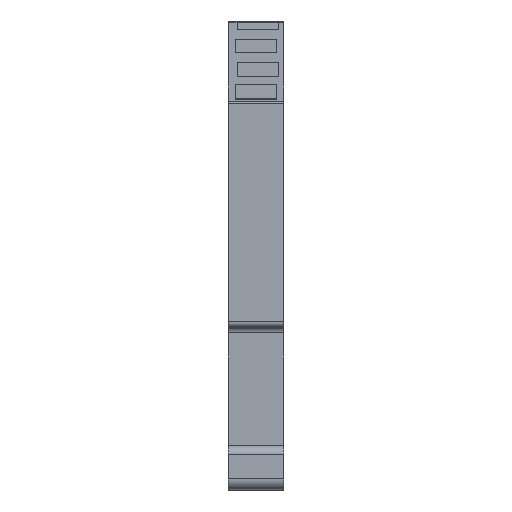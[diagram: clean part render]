
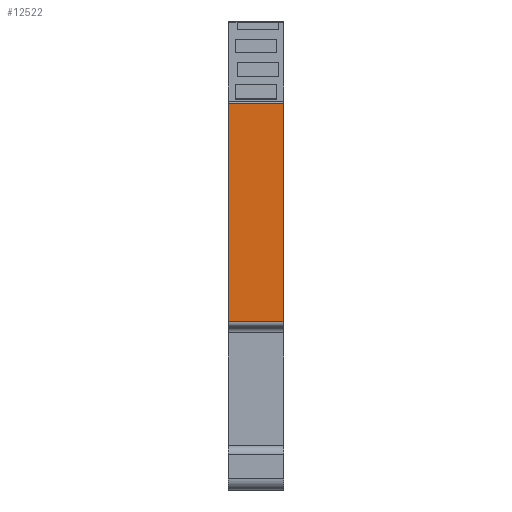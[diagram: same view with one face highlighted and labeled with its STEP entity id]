
A CAD part, left-side view. The second image highlights one B-rep face of the part: STEP entity #12522.
In plain terms, the highlighted planar face has unit normal (-1, 0, 0).
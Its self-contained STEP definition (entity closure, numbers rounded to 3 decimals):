
#286 = ORIENTED_EDGE ( 'NONE', *, *, #23692, .F. ) ;
#1623 = CARTESIAN_POINT ( 'NONE',  ( -44.4, 0., 9.6 ) ) ;
#1817 = CARTESIAN_POINT ( 'NONE',  ( -44.4, 0., 29.209 ) ) ;
#3467 = FACE_OUTER_BOUND ( 'NONE', #7697, .T. ) ;
#4509 = DIRECTION ( 'NONE',  ( 0., 0., 1. ) ) ;
#6797 = VERTEX_POINT ( 'NONE', #1817 ) ;
#6862 = LINE ( 'NONE', #28400, #23851 ) ;
#7046 = DIRECTION ( 'NONE',  ( 0., -1., 0. ) ) ;
#7697 = EDGE_LOOP ( 'NONE', ( #24539, #286, #33102, #30060 ) ) ;
#9100 = CARTESIAN_POINT ( 'NONE',  ( -44.4, 5., 9.6 ) ) ;
#9832 = CARTESIAN_POINT ( 'NONE',  ( -44.4, 5., 9.6 ) ) ;
#9998 = LINE ( 'NONE', #20436, #30379 ) ;
#10342 = LINE ( 'NONE', #27992, #19511 ) ;
#12522 = ADVANCED_FACE ( 'NONE', ( #3467 ), #32534, .F. ) ;
#15029 = DIRECTION ( 'NONE',  ( 0., 0., 1. ) ) ;
#16927 = CARTESIAN_POINT ( 'NONE',  ( -44.4, 0., 9.6 ) ) ;
#17078 = EDGE_CURVE ( 'NONE', #32470, #6797, #27897, .T. ) ;
#19167 = DIRECTION ( 'NONE',  ( 1., 0., 0. ) ) ;
#19511 = VECTOR ( 'NONE', #15029, 1000. ) ;
#20436 = CARTESIAN_POINT ( 'NONE',  ( -44.4, 5., 9.6 ) ) ;
#21531 = CARTESIAN_POINT ( 'NONE',  ( -44.4, 5., 29.209 ) ) ;
#22306 = AXIS2_PLACEMENT_3D ( 'NONE', #9100, #19167, #32713 ) ;
#23692 = EDGE_CURVE ( 'NONE', #26647, #6797, #6862, .T. ) ;
#23851 = VECTOR ( 'NONE', #7046, 1000. ) ;
#24539 = ORIENTED_EDGE ( 'NONE', *, *, #17078, .T. ) ;
#24764 = VECTOR ( 'NONE', #4509, 1000. ) ;
#25289 = VERTEX_POINT ( 'NONE', #9832 ) ;
#26557 = DIRECTION ( 'NONE',  ( 0., -1., 0. ) ) ;
#26647 = VERTEX_POINT ( 'NONE', #21531 ) ;
#27897 = LINE ( 'NONE', #1623, #24764 ) ;
#27992 = CARTESIAN_POINT ( 'NONE',  ( -44.4, 5., 9.6 ) ) ;
#28400 = CARTESIAN_POINT ( 'NONE',  ( -44.4, 5., 29.209 ) ) ;
#30060 = ORIENTED_EDGE ( 'NONE', *, *, #30223, .T. ) ;
#30223 = EDGE_CURVE ( 'NONE', #25289, #32470, #9998, .T. ) ;
#30379 = VECTOR ( 'NONE', #26557, 1000. ) ;
#30948 = EDGE_CURVE ( 'NONE', #25289, #26647, #10342, .T. ) ;
#32470 = VERTEX_POINT ( 'NONE', #16927 ) ;
#32534 = PLANE ( 'NONE',  #22306 ) ;
#32713 = DIRECTION ( 'NONE',  ( 0., 0., 1. ) ) ;
#33102 = ORIENTED_EDGE ( 'NONE', *, *, #30948, .F. ) ;
